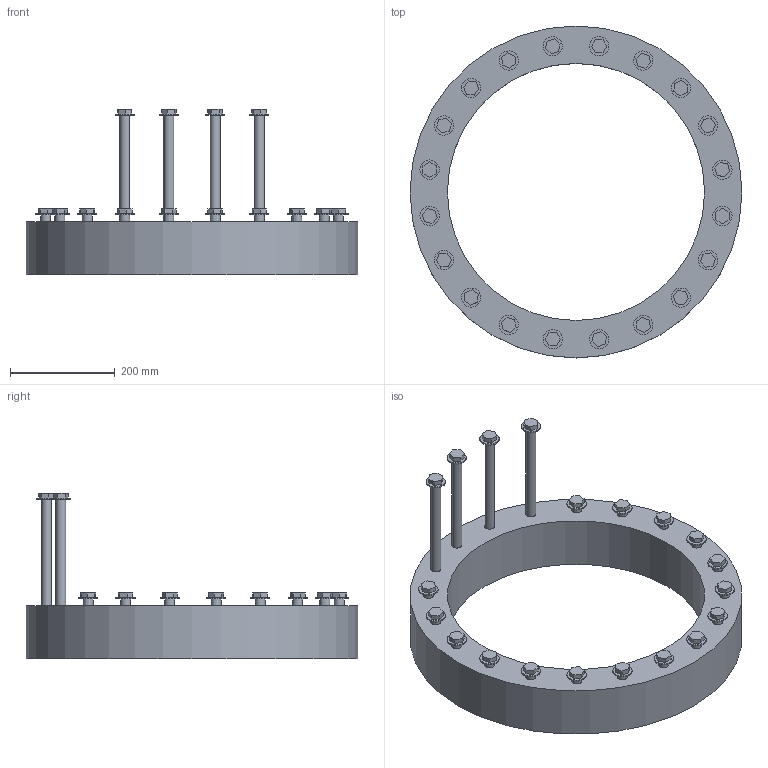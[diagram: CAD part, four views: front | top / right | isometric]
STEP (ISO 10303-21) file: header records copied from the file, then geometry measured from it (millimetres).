
FILE_DESCRIPTION( ( '' ), ' ' );
FILE_NAME( '5de53ddbc20965148d2b62ce.step', '2019-12-02T16:37:48', ( '' ), ( '' ), ' ', ' ', ' ' );
FILE_SCHEMA( ( 'AUTOMOTIVE_DESIGN { 1 0 10303 214 1 1 1 1 }' ) );
Length unit declared in the file: metre
Products named in the file (1): Part 140
Bounding box: 635 x 635 x 316.23 mm (x, y, z)
Volume: 13312348.2 mm3; surface area: 726557.8 mm2
Topology: 1 solids, 1 shells, 224 faces, 506 edges, 344 vertices
Faces by surface type: plane 182, cylinder 42
Full cylindrical faces by diameter (mm): 19.05 x20, 36.83 x20, 491.882 x1, 635 x1
Entity records: 7656 total; most frequent: CARTESIAN_POINT 993, DIRECTION 978, ORIENTED_EDGE 888, EDGE_CURVE 444, LINE 360, VECTOR 360, EDGE_LOOP 328, VERTEX_POINT 324
